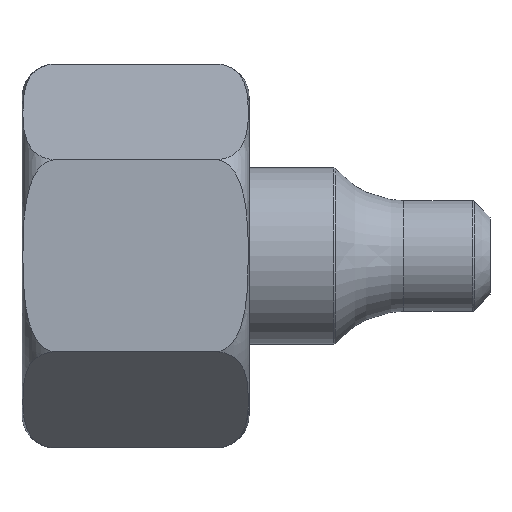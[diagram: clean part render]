
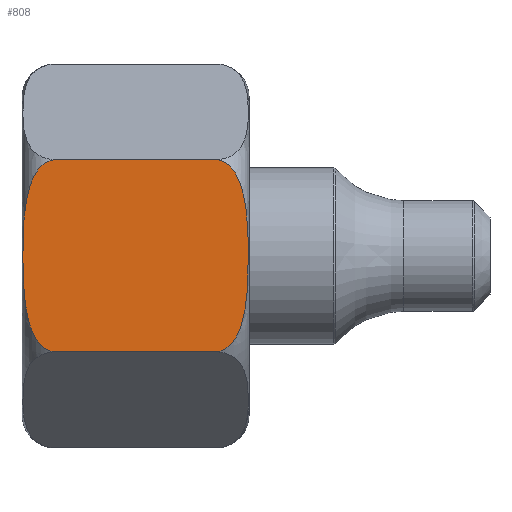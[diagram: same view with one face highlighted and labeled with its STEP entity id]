
A CAD part, top view. The second image highlights one B-rep face of the part: STEP entity #808.
In plain terms, the highlighted planar face has unit normal (0, 0, 1).
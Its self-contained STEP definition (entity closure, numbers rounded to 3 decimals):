
#479=FACE_OUTER_BOUND('',#1068,.T.);
#546=LINE('',#2754,#559);
#547=LINE('',#2759,#560);
#559=VECTOR('',#2263,1.);
#560=VECTOR('',#2268,1.);
#612=B_SPLINE_CURVE_WITH_KNOTS('',3,(#2814,#2815,#2816,#2817,#2818,#2819,
#2820,#2821,#2822,#2823,#2824,#2825,#2826,#2827,#2828,#2829,#2830,#2831),
 .UNSPECIFIED.,.F.,.F.,(4,2,2,2,2,2,2,2,4),(0.,0.062,0.125,
0.25,0.5,0.75,0.875,0.938,1.),.UNSPECIFIED.);
#618=B_SPLINE_CURVE_WITH_KNOTS('',3,(#2915,#2916,#2917,#2918,#2919,#2920,
#2921,#2922,#2923,#2924,#2925,#2926,#2927,#2928,#2929,#2930,#2931,#2932),
 .UNSPECIFIED.,.F.,.F.,(4,2,2,2,2,2,2,2,4),(0.,0.063,0.125,0.25,0.5,0.75,
0.875,0.938,1.),.UNSPECIFIED.);
#808=ADVANCED_FACE('',(#479),#884,.T.);
#884=PLANE('',#2099);
#1068=EDGE_LOOP('',(#1306,#1307,#1308,#1309));
#1306=ORIENTED_EDGE('',*,*,#1827,.T.);
#1307=ORIENTED_EDGE('',*,*,#1836,.T.);
#1308=ORIENTED_EDGE('',*,*,#1829,.T.);
#1309=ORIENTED_EDGE('',*,*,#1846,.T.);
#1664=VERTEX_POINT('',#2748);
#1667=VERTEX_POINT('',#2753);
#1669=VERTEX_POINT('',#2758);
#1670=VERTEX_POINT('',#2760);
#1827=EDGE_CURVE('',#1664,#1667,#546,.T.);
#1829=EDGE_CURVE('',#1670,#1669,#547,.T.);
#1836=EDGE_CURVE('',#1667,#1670,#612,.T.);
#1846=EDGE_CURVE('',#1669,#1664,#618,.T.);
#2099=AXIS2_PLACEMENT_3D('',#2981,#2314,#2315);
#2263=DIRECTION('',(-1.,0.,0.));
#2268=DIRECTION('',(1.,0.,0.));
#2314=DIRECTION('',(0.,0.,1.));
#2315=DIRECTION('',(1.,0.,0.));
#2748=CARTESIAN_POINT('',(17.5,8.652,15.005));
#2753=CARTESIAN_POINT('',(3.,8.652,15.005));
#2754=CARTESIAN_POINT('',(0.,8.652,15.005));
#2758=CARTESIAN_POINT('',(17.5,-8.652,15.005));
#2759=CARTESIAN_POINT('',(0.,-8.652,15.005));
#2760=CARTESIAN_POINT('',(3.,-8.652,15.005));
#2814=CARTESIAN_POINT('',(3.,8.652,15.005));
#2815=CARTESIAN_POINT('',(2.588,8.652,15.005));
#2816=CARTESIAN_POINT('',(2.187,8.469,15.005));
#2817=CARTESIAN_POINT('',(1.556,7.935,15.005));
#2818=CARTESIAN_POINT('',(1.314,7.595,15.005));
#2819=CARTESIAN_POINT('',(0.725,6.503,15.005));
#2820=CARTESIAN_POINT('',(0.52,5.701,15.005));
#2821=CARTESIAN_POINT('',(0.101,3.28,15.005));
#2822=CARTESIAN_POINT('',(0.079,1.647,15.005));
#2823=CARTESIAN_POINT('',(0.079,-1.623,15.005));
#2824=CARTESIAN_POINT('',(0.101,-3.26,15.005));
#2825=CARTESIAN_POINT('',(0.515,-5.677,15.005));
#2826=CARTESIAN_POINT('',(0.722,-6.495,15.005));
#2827=CARTESIAN_POINT('',(1.31,-7.589,15.005));
#2828=CARTESIAN_POINT('',(1.551,-7.929,15.005));
#2829=CARTESIAN_POINT('',(2.185,-8.468,15.005));
#2830=CARTESIAN_POINT('',(2.584,-8.652,15.005));
#2831=CARTESIAN_POINT('',(3.,-8.652,15.005));
#2915=CARTESIAN_POINT('',(17.5,-8.652,15.005));
#2916=CARTESIAN_POINT('',(17.912,-8.652,15.005));
#2917=CARTESIAN_POINT('',(18.313,-8.469,15.005));
#2918=CARTESIAN_POINT('',(18.944,-7.935,15.005));
#2919=CARTESIAN_POINT('',(19.186,-7.595,15.005));
#2920=CARTESIAN_POINT('',(19.775,-6.503,15.005));
#2921=CARTESIAN_POINT('',(19.98,-5.701,15.005));
#2922=CARTESIAN_POINT('',(20.399,-3.28,15.005));
#2923=CARTESIAN_POINT('',(20.421,-1.647,15.005));
#2924=CARTESIAN_POINT('',(20.421,1.623,15.005));
#2925=CARTESIAN_POINT('',(20.399,3.26,15.005));
#2926=CARTESIAN_POINT('',(19.985,5.677,15.005));
#2927=CARTESIAN_POINT('',(19.778,6.495,15.005));
#2928=CARTESIAN_POINT('',(19.19,7.589,15.005));
#2929=CARTESIAN_POINT('',(18.949,7.929,15.005));
#2930=CARTESIAN_POINT('',(18.315,8.468,15.005));
#2931=CARTESIAN_POINT('',(17.916,8.652,15.005));
#2932=CARTESIAN_POINT('',(17.5,8.652,15.005));
#2981=CARTESIAN_POINT('',(22.55,-8.663,15.005));
